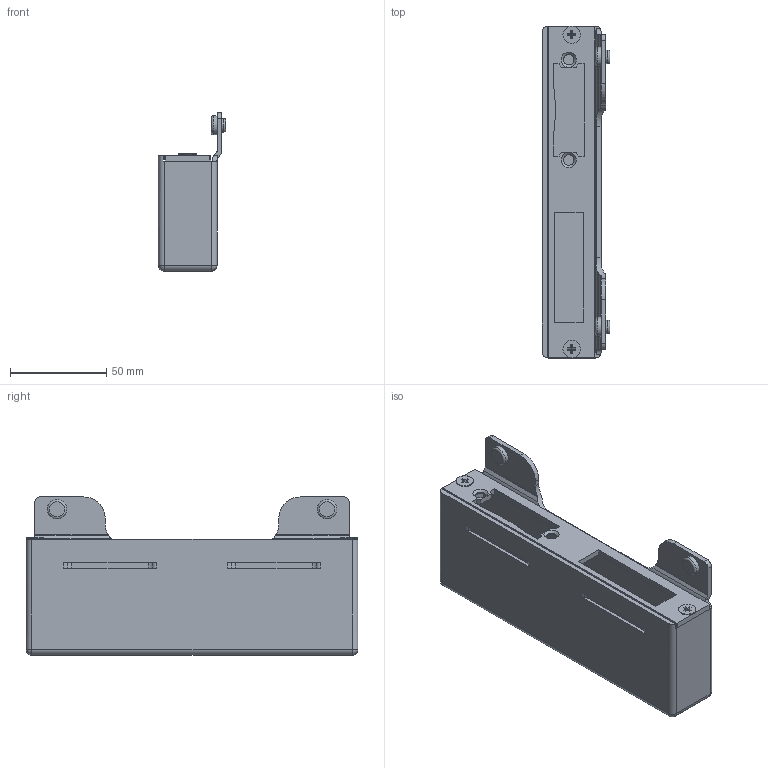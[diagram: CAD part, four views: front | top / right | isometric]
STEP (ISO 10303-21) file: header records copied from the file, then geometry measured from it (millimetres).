
FILE_DESCRIPTION (( 'STEP AP203' ), '1' );
FILE_NAME ('59301-240-30.step', '2022-10-06T06:51:13', ( '' ), ( '' ), 'SwSTEP 2.0', 'SolidWorks 2018', '' );
FILE_SCHEMA (( 'CONFIG_CONTROL_DESIGN' ));
Length unit declared in the file: millimetre
Products named in the file (5): 59300-240-XX Teil1_59301-240-30 Teil1; 59301-240-30; 59300-240-XX Teil2_5930X-XXX-XX Teil2; DIN 965_DIN 965 M5x10; 59300-240-XX Teil3_59305-240-30-SB
Assembly tree (6 placements, depth 2):
  59301-240-30
    59300-240-XX Teil1_59301-240-30 Teil1
    59300-240-XX Teil2_5930X-XXX-XX Teil2  x2
    59300-240-XX Teil3_59305-240-30-SB
    DIN 965_DIN 965 M5x10  x2
Bounding box: 35 x 172 x 82 mm (x, y, z)
Volume: 82490.2 mm3; surface area: 68581.6 mm2
Topology: 6 solids, 6 shells, 718 faces, 1880 edges, 1230 vertices
Faces by surface type: plane 371, bspline 252, cylinder 69, cone 14, sphere 8, torus 4
Full cylindrical faces by diameter (mm): 4.2 x2, 4.6 x2, 4.8 x2, 5 x4, 5.4 x2, 5.5 x2, 7 x2, 9 x2, 10 x2
Entity records: 35713 total; most frequent: CARTESIAN_POINT 19891, ORIENTED_EDGE 3558, DIRECTION 2280, EDGE_CURVE 1779, VERTEX_POINT 1187, VECTOR 1128, LINE 1128, EDGE_LOOP 796
